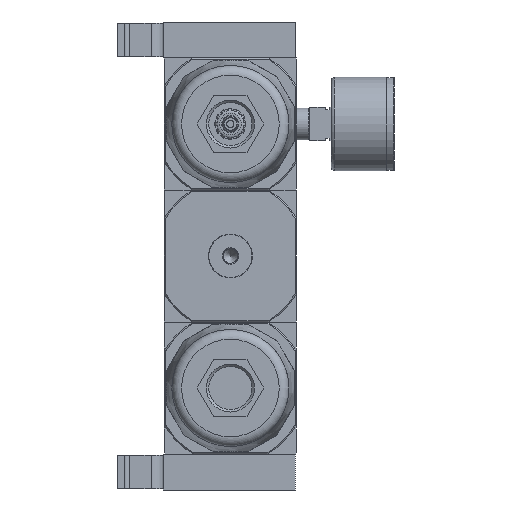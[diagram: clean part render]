
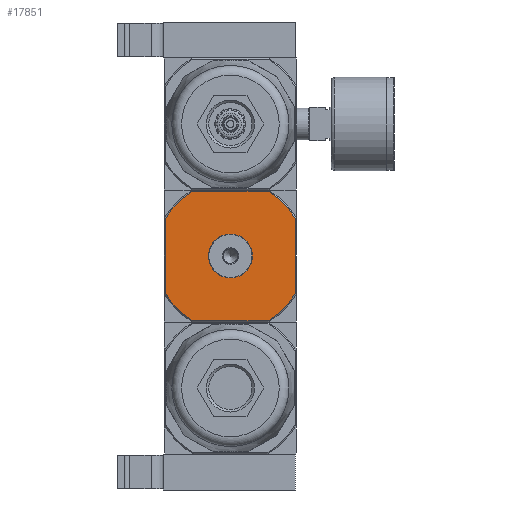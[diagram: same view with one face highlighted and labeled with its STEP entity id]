
A CAD part, front view. The second image highlights one B-rep face of the part: STEP entity #17851.
In plain terms, the highlighted planar face has unit normal (0, -1, 0).
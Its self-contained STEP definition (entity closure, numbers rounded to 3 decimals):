
#1727=CIRCLE('',#24629,6.579);
#1728=CIRCLE('',#24630,31.25);
#1729=CIRCLE('',#24631,31.25);
#1730=CIRCLE('',#24632,31.25);
#1731=CIRCLE('',#24633,31.25);
#4950=ORIENTED_EDGE('',*,*,#8654,.F.);
#4951=ORIENTED_EDGE('',*,*,#8655,.T.);
#4952=ORIENTED_EDGE('',*,*,#8656,.F.);
#4953=ORIENTED_EDGE('',*,*,#8650,.T.);
#4954=ORIENTED_EDGE('',*,*,#8657,.F.);
#4955=ORIENTED_EDGE('',*,*,#8658,.F.);
#4956=ORIENTED_EDGE('',*,*,#8659,.F.);
#4957=ORIENTED_EDGE('',*,*,#8660,.F.);
#4958=ORIENTED_EDGE('',*,*,#8661,.F.);
#8650=EDGE_CURVE('',#10774,#10775,#12172,.T.);
#8654=EDGE_CURVE('',#10778,#10778,#1727,.T.);
#8655=EDGE_CURVE('',#10779,#10780,#12174,.T.);
#8656=EDGE_CURVE('',#10774,#10780,#1728,.T.);
#8657=EDGE_CURVE('',#10781,#10775,#1729,.T.);
#8658=EDGE_CURVE('',#10782,#10781,#12175,.T.);
#8659=EDGE_CURVE('',#10783,#10782,#1730,.T.);
#8660=EDGE_CURVE('',#10784,#10783,#12176,.T.);
#8661=EDGE_CURVE('',#10779,#10784,#1731,.T.);
#10774=VERTEX_POINT('',#34789);
#10775=VERTEX_POINT('',#34790);
#10778=VERTEX_POINT('',#34804);
#10779=VERTEX_POINT('',#34806);
#10780=VERTEX_POINT('',#34807);
#10781=VERTEX_POINT('',#34810);
#10782=VERTEX_POINT('',#34812);
#10783=VERTEX_POINT('',#34814);
#10784=VERTEX_POINT('',#34816);
#12172=LINE('',#34788,#13298);
#12174=LINE('',#34805,#13300);
#12175=LINE('',#34811,#13301);
#12176=LINE('',#34815,#13302);
#13298=VECTOR('',#28436,1000.);
#13300=VECTOR('',#28442,1000.);
#13301=VECTOR('',#28447,1000.);
#13302=VECTOR('',#28450,1000.);
#14593=EDGE_LOOP('',(#4950));
#14594=EDGE_LOOP('',(#4951,#4952,#4953,#4954,#4955,#4956,#4957,#4958));
#16026=FACE_BOUND('',#14593,.T.);
#16027=FACE_BOUND('',#14594,.T.);
#16986=PLANE('',#24628);
#17851=ADVANCED_FACE('',(#16026,#16027),#16986,.F.);
#24628=AXIS2_PLACEMENT_3D('',#34802,#28438,#28439);
#24629=AXIS2_PLACEMENT_3D('',#34803,#28440,#28441);
#24630=AXIS2_PLACEMENT_3D('',#34808,#28443,#28444);
#24631=AXIS2_PLACEMENT_3D('',#34809,#28445,#28446);
#24632=AXIS2_PLACEMENT_3D('',#34813,#28448,#28449);
#24633=AXIS2_PLACEMENT_3D('',#34817,#28451,#28452);
#28436=DIRECTION('',(0.,0.,-1.));
#28438=DIRECTION('',(0.,1.,0.));
#28439=DIRECTION('',(0.,0.,1.));
#28440=DIRECTION('',(0.,-1.,0.));
#28441=DIRECTION('',(0.,0.,-1.));
#28442=DIRECTION('',(-1.,0.,0.));
#28443=DIRECTION('',(0.,1.,0.));
#28444=DIRECTION('',(-1.,0.,0.));
#28445=DIRECTION('',(0.,1.,0.));
#28446=DIRECTION('',(-1.,0.,0.));
#28447=DIRECTION('',(-1.,0.,0.));
#28448=DIRECTION('',(0.,1.,0.));
#28449=DIRECTION('',(-1.,0.,0.));
#28450=DIRECTION('',(0.,0.,-1.));
#28451=DIRECTION('',(0.,1.,0.));
#28452=DIRECTION('',(-1.,0.,0.));
#34788=CARTESIAN_POINT('',(-27.,-27.5,27.5));
#34789=CARTESIAN_POINT('',(-27.,-27.5,15.734));
#34790=CARTESIAN_POINT('',(-27.,-27.5,-15.734));
#34802=CARTESIAN_POINT('',(-27.,-27.5,27.5));
#34803=CARTESIAN_POINT('',(0.,-27.5,0.));
#34804=CARTESIAN_POINT('',(0.,-27.5,-6.579));
#34805=CARTESIAN_POINT('',(27.5,-27.5,27.));
#34806=CARTESIAN_POINT('',(15.734,-27.5,27.));
#34807=CARTESIAN_POINT('',(-15.734,-27.5,27.));
#34808=CARTESIAN_POINT('',(0.,-27.5,0.));
#34809=CARTESIAN_POINT('',(0.,-27.5,0.));
#34810=CARTESIAN_POINT('',(-15.734,-27.5,-27.));
#34811=CARTESIAN_POINT('',(27.5,-27.5,-27.));
#34812=CARTESIAN_POINT('',(15.734,-27.5,-27.));
#34813=CARTESIAN_POINT('',(0.,-27.5,0.));
#34814=CARTESIAN_POINT('',(27.,-27.5,-15.734));
#34815=CARTESIAN_POINT('',(27.,-27.5,27.5));
#34816=CARTESIAN_POINT('',(27.,-27.5,15.734));
#34817=CARTESIAN_POINT('',(0.,-27.5,0.));
